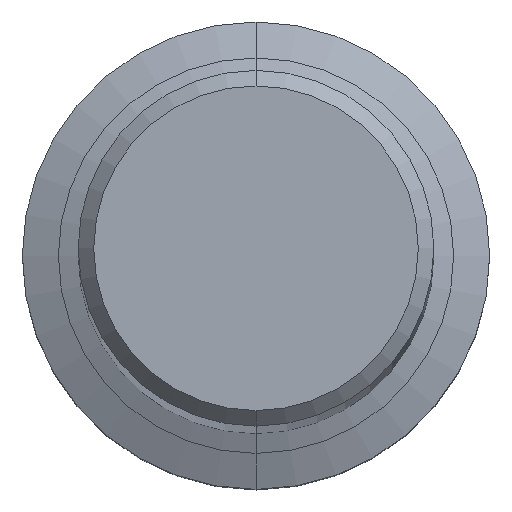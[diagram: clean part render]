
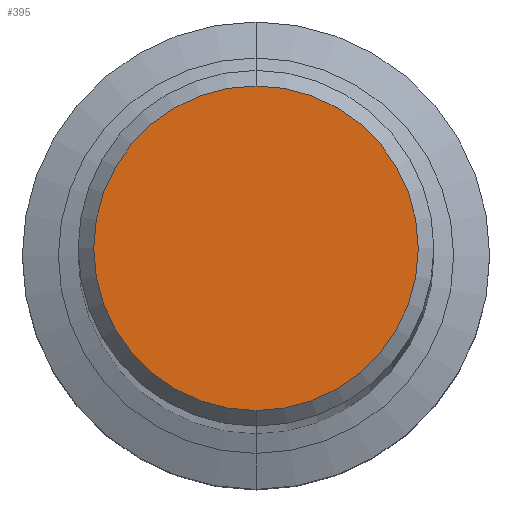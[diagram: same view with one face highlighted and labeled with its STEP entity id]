
A CAD part, top view. The second image highlights one B-rep face of the part: STEP entity #395.
In plain terms, the highlighted planar face has unit normal (0, 0, 1).
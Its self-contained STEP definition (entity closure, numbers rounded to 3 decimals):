
#233=EDGE_CURVE('',#425,#339,#591,.T.);
#339=VERTEX_POINT('',#707);
#349=EDGE_CURVE('',#339,#425,#717,.T.);
#395=ADVANCED_FACE('',(#767),#768,.T.);
#425=VERTEX_POINT('',#800);
#591=CIRCLE('',#1034,6.25);
#707=CARTESIAN_POINT('',(0.,-6.25,0.0));
#717=CIRCLE('',#1326,6.25);
#767=FACE_OUTER_BOUND('',#1421,.T.);
#768=PLANE('',#1422);
#800=CARTESIAN_POINT('',(0.0,6.25,0.0));
#1034=AXIS2_PLACEMENT_3D('',#1740,#1741,#1742);
#1326=AXIS2_PLACEMENT_3D('',#1881,#1882,#1883);
#1421=EDGE_LOOP('',(#1942,#1943));
#1422=AXIS2_PLACEMENT_3D('',#1944,#1945,#1946);
#1740=CARTESIAN_POINT('',(0.0,0.0,0.0));
#1741=DIRECTION('',(0.0,0.0,-1.0));
#1742=DIRECTION('',(0.0,1.0,0.0));
#1881=CARTESIAN_POINT('',(0.0,0.0,0.0));
#1882=DIRECTION('',(0.0,0.0,-1.0));
#1883=DIRECTION('',(0.0,1.0,0.0));
#1942=ORIENTED_EDGE('',*,*,#233,.F.);
#1943=ORIENTED_EDGE('',*,*,#349,.F.);
#1944=CARTESIAN_POINT('',(0.0,3.125,0.0));
#1945=DIRECTION('',(-0.0,0.0,1.0));
#1946=DIRECTION('',(0.0,-1.0,0.0));
